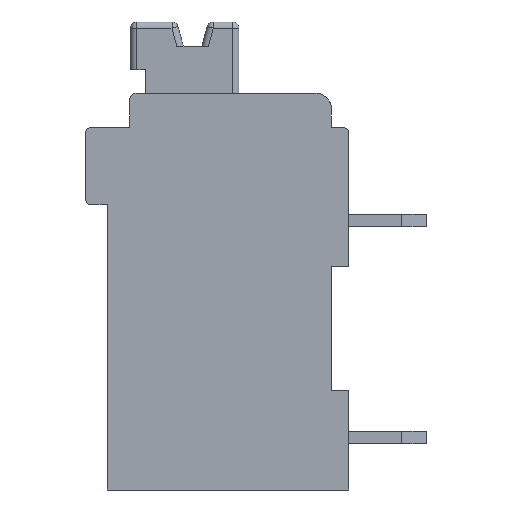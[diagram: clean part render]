
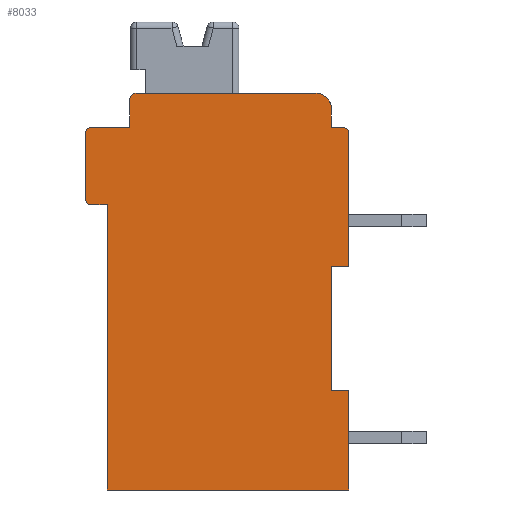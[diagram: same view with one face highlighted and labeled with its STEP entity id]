
A CAD part, left-side view. The second image highlights one B-rep face of the part: STEP entity #8033.
In plain terms, the highlighted planar face has unit normal (-1, 0, 0).
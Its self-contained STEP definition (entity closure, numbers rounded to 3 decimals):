
#202=PLANE('',#8556);
#459=CIRCLE('',#8528,0.5);
#461=CIRCLE('',#8532,0.2);
#469=CIRCLE('',#8557,0.2);
#470=CIRCLE('',#8558,0.2);
#471=CIRCLE('',#8559,0.2);
#1078=ORIENTED_EDGE('',*,*,#3400,.F.);
#1079=ORIENTED_EDGE('',*,*,#3338,.T.);
#1080=ORIENTED_EDGE('',*,*,#3333,.F.);
#1081=ORIENTED_EDGE('',*,*,#3345,.T.);
#1082=ORIENTED_EDGE('',*,*,#3343,.F.);
#1083=ORIENTED_EDGE('',*,*,#3389,.F.);
#1084=ORIENTED_EDGE('',*,*,#3420,.T.);
#1085=ORIENTED_EDGE('',*,*,#3381,.F.);
#1086=ORIENTED_EDGE('',*,*,#3421,.T.);
#1087=ORIENTED_EDGE('',*,*,#3378,.F.);
#1088=ORIENTED_EDGE('',*,*,#3245,.F.);
#1089=ORIENTED_EDGE('',*,*,#3363,.F.);
#1090=ORIENTED_EDGE('',*,*,#3371,.F.);
#1091=ORIENTED_EDGE('',*,*,#3377,.F.);
#1092=ORIENTED_EDGE('',*,*,#3413,.F.);
#1093=ORIENTED_EDGE('',*,*,#3373,.F.);
#1094=ORIENTED_EDGE('',*,*,#3264,.F.);
#1095=ORIENTED_EDGE('',*,*,#3422,.T.);
#1096=ORIENTED_EDGE('',*,*,#3401,.F.);
#3245=EDGE_CURVE('',#4444,#4445,#5214,.T.);
#3264=EDGE_CURVE('',#4456,#4457,#5233,.T.);
#3333=EDGE_CURVE('',#4515,#4516,#5300,.T.);
#3338=EDGE_CURVE('',#4520,#4516,#459,.F.);
#3343=EDGE_CURVE('',#4524,#4521,#5307,.T.);
#3345=EDGE_CURVE('',#4515,#4521,#461,.F.);
#3363=EDGE_CURVE('',#4538,#4444,#5325,.T.);
#3371=EDGE_CURVE('',#4543,#4538,#5333,.T.);
#3373=EDGE_CURVE('',#4457,#4545,#5335,.T.);
#3377=EDGE_CURVE('',#4547,#4543,#5339,.T.);
#3378=EDGE_CURVE('',#4445,#4548,#5340,.T.);
#3381=EDGE_CURVE('',#4549,#4550,#5343,.T.);
#3389=EDGE_CURVE('',#4553,#4524,#5348,.T.);
#3400=EDGE_CURVE('',#4520,#4559,#5355,.T.);
#3401=EDGE_CURVE('',#4559,#4560,#5356,.T.);
#3413=EDGE_CURVE('',#4545,#4547,#5368,.T.);
#3420=EDGE_CURVE('',#4553,#4550,#469,.F.);
#3421=EDGE_CURVE('',#4549,#4548,#470,.F.);
#3422=EDGE_CURVE('',#4456,#4560,#471,.F.);
#4444=VERTEX_POINT('',#11761);
#4445=VERTEX_POINT('',#11763);
#4456=VERTEX_POINT('',#11796);
#4457=VERTEX_POINT('',#11798);
#4515=VERTEX_POINT('',#11936);
#4516=VERTEX_POINT('',#11938);
#4520=VERTEX_POINT('',#11952);
#4521=VERTEX_POINT('',#11956);
#4524=VERTEX_POINT('',#11961);
#4538=VERTEX_POINT('',#12001);
#4543=VERTEX_POINT('',#12017);
#4545=VERTEX_POINT('',#12023);
#4547=VERTEX_POINT('',#12029);
#4548=VERTEX_POINT('',#12033);
#4549=VERTEX_POINT('',#12037);
#4550=VERTEX_POINT('',#12039);
#4553=VERTEX_POINT('',#12050);
#4559=VERTEX_POINT('',#12067);
#4560=VERTEX_POINT('',#12072);
#5214=LINE('',#11762,#6154);
#5233=LINE('',#11797,#6173);
#5300=LINE('',#11937,#6240);
#5307=LINE('',#11962,#6247);
#5325=LINE('',#12002,#6265);
#5333=LINE('',#12018,#6273);
#5335=LINE('',#12022,#6275);
#5339=LINE('',#12030,#6279);
#5340=LINE('',#12032,#6280);
#5343=LINE('',#12038,#6283);
#5348=LINE('',#12051,#6288);
#5355=LINE('',#12069,#6295);
#5356=LINE('',#12071,#6296);
#5368=LINE('',#12091,#6308);
#6154=VECTOR('',#9359,1000.);
#6173=VECTOR('',#9386,1000.);
#6240=VECTOR('',#9481,1000.);
#6247=VECTOR('',#9496,1000.);
#6265=VECTOR('',#9530,1000.);
#6273=VECTOR('',#9544,1000.);
#6275=VECTOR('',#9548,1000.);
#6279=VECTOR('',#9554,1000.);
#6280=VECTOR('',#9557,1000.);
#6283=VECTOR('',#9562,1000.);
#6288=VECTOR('',#9575,1000.);
#6295=VECTOR('',#9592,1000.);
#6296=VECTOR('',#9595,1000.);
#6308=VECTOR('',#9609,1000.);
#7017=EDGE_LOOP('',(#1078,#1079,#1080,#1081,#1082,#1083,#1084,#1085,#1086,
#1087,#1088,#1089,#1090,#1091,#1092,#1093,#1094,#1095,#1096));
#7469=FACE_BOUND('',#7017,.T.);
#8033=ADVANCED_FACE('',(#7469),#202,.F.);
#8528=AXIS2_PLACEMENT_3D('',#11951,#9488,#9489);
#8532=AXIS2_PLACEMENT_3D('',#11965,#9501,#9502);
#8556=AXIS2_PLACEMENT_3D('',#12100,#9616,#9617);
#8557=AXIS2_PLACEMENT_3D('',#12101,#9618,#9619);
#8558=AXIS2_PLACEMENT_3D('',#12102,#9620,#9621);
#8559=AXIS2_PLACEMENT_3D('',#12103,#9622,#9623);
#9359=DIRECTION('',(0.,0.,1.));
#9386=DIRECTION('',(0.,0.,-1.));
#9481=DIRECTION('',(0.,-1.,0.));
#9488=DIRECTION('',(1.,0.,0.));
#9489=DIRECTION('',(0.,0.,-1.));
#9496=DIRECTION('',(0.,0.,1.));
#9501=DIRECTION('',(1.,0.,0.));
#9502=DIRECTION('',(0.,0.,-1.));
#9530=DIRECTION('',(0.,1.,0.));
#9544=DIRECTION('',(0.,0.,-1.));
#9548=DIRECTION('',(0.,1.,0.));
#9554=DIRECTION('',(0.,-1.,0.));
#9557=DIRECTION('',(0.,1.,0.));
#9562=DIRECTION('',(0.,0.,1.));
#9575=DIRECTION('',(0.,-1.,0.));
#9592=DIRECTION('',(0.,0.,-1.));
#9595=DIRECTION('',(0.,-1.,0.));
#9609=DIRECTION('',(0.,0.,-1.));
#9616=DIRECTION('',(1.,0.,0.));
#9617=DIRECTION('',(0.,0.,-1.));
#9618=DIRECTION('',(1.,0.,0.));
#9619=DIRECTION('',(0.,0.,-1.));
#9620=DIRECTION('',(1.,0.,0.));
#9621=DIRECTION('',(0.,0.,-1.));
#9622=DIRECTION('',(1.,0.,0.));
#9623=DIRECTION('',(0.,0.,-1.));
#11761=CARTESIAN_POINT('',(-3.85,3.98,-5.2));
#11762=CARTESIAN_POINT('',(-3.85,3.98,4.));
#11763=CARTESIAN_POINT('',(-3.85,3.98,4.));
#11796=CARTESIAN_POINT('',(-3.85,-3.82,6.3));
#11797=CARTESIAN_POINT('',(-3.85,-3.82,6.5));
#11798=CARTESIAN_POINT('',(-3.85,-3.82,2.));
#11936=CARTESIAN_POINT('',(-3.85,3.05,7.6));
#11937=CARTESIAN_POINT('',(-3.85,3.25,7.6));
#11938=CARTESIAN_POINT('',(-3.85,-2.75,7.6));
#11951=CARTESIAN_POINT('',(-3.85,-2.75,7.1));
#11952=CARTESIAN_POINT('',(-3.85,-3.25,7.1));
#11956=CARTESIAN_POINT('',(-3.85,3.25,7.4));
#11961=CARTESIAN_POINT('',(-3.85,3.25,6.5));
#11962=CARTESIAN_POINT('',(-3.85,3.25,7.6));
#11965=CARTESIAN_POINT('',(-3.85,3.05,7.4));
#12001=CARTESIAN_POINT('',(-3.85,-3.82,-5.2));
#12002=CARTESIAN_POINT('',(-3.85,-3.82,-5.2));
#12017=CARTESIAN_POINT('',(-3.85,-3.82,-2.));
#12018=CARTESIAN_POINT('',(-3.85,-3.82,-2.));
#12022=CARTESIAN_POINT('',(-3.85,-3.82,2.));
#12023=CARTESIAN_POINT('',(-3.85,-3.25,2.));
#12029=CARTESIAN_POINT('',(-3.85,-3.25,-2.));
#12030=CARTESIAN_POINT('',(-3.85,-3.25,-2.));
#12032=CARTESIAN_POINT('',(-3.85,4.68,4.));
#12033=CARTESIAN_POINT('',(-3.85,4.48,4.));
#12037=CARTESIAN_POINT('',(-3.85,4.68,4.2));
#12038=CARTESIAN_POINT('',(-3.85,4.68,4.));
#12039=CARTESIAN_POINT('',(-3.85,4.68,6.3));
#12050=CARTESIAN_POINT('',(-3.85,4.48,6.5));
#12051=CARTESIAN_POINT('',(-3.85,3.25,6.5));
#12067=CARTESIAN_POINT('',(-3.85,-3.25,6.5));
#12069=CARTESIAN_POINT('',(-3.85,-3.25,6.5));
#12071=CARTESIAN_POINT('',(-3.85,-3.82,6.5));
#12072=CARTESIAN_POINT('',(-3.85,-3.62,6.5));
#12091=CARTESIAN_POINT('',(-3.85,-3.25,2.));
#12100=CARTESIAN_POINT('',(-3.85,0.,0.));
#12101=CARTESIAN_POINT('',(-3.85,4.48,6.3));
#12102=CARTESIAN_POINT('',(-3.85,4.48,4.2));
#12103=CARTESIAN_POINT('',(-3.85,-3.62,6.3));
